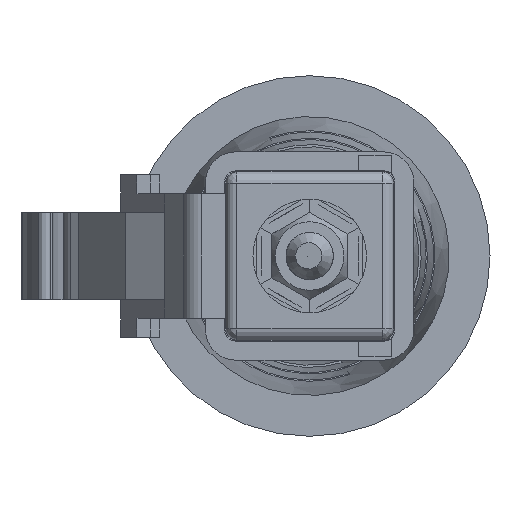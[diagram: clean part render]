
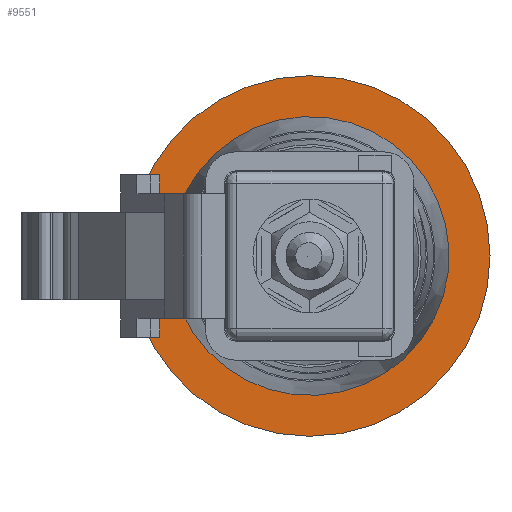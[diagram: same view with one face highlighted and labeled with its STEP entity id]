
A CAD part, left-side view. The second image highlights one B-rep face of the part: STEP entity #9551.
In plain terms, the highlighted face is planar.
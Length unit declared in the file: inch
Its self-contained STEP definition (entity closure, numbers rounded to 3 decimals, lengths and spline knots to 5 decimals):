
#949 = DIRECTION ( 'NONE',  ( 0., 0., 1. ) ) ;
#1889 = EDGE_LOOP ( 'NONE', ( #8796 ) ) ;
#2183 = PLANE ( 'NONE',  #11754 ) ;
#2792 = EDGE_LOOP ( 'NONE', ( #3481 ) ) ;
#3481 = ORIENTED_EDGE ( 'NONE', *, *, #8423, .F. ) ;
#3509 = CARTESIAN_POINT ( 'NONE',  ( 0., 0., 0.075 ) ) ;
#3700 = CARTESIAN_POINT ( 'NONE',  ( 0., 0., 0. ) ) ;
#4244 = CARTESIAN_POINT ( 'NONE',  ( 0., 0., 0. ) ) ;
#4404 = DIRECTION ( 'NONE',  ( 0., -1., 0. ) ) ;
#5956 = CIRCLE ( 'NONE', #15133, 0.1875 ) ;
#7108 = CARTESIAN_POINT ( 'NONE',  ( 0., 0., 0. ) ) ;
#7915 = DIRECTION ( 'NONE',  ( 0., 0., 1. ) ) ;
#8423 = EDGE_CURVE ( 'NONE', #13820, #13820, #5956, .T. ) ;
#8682 = AXIS2_PLACEMENT_3D ( 'NONE', #4244, #4404, #7915 ) ;
#8751 = DIRECTION ( 'NONE',  ( 0., 1., 0. ) ) ;
#8796 = ORIENTED_EDGE ( 'NONE', *, *, #12237, .F. ) ;
#9551 = ADVANCED_FACE ( 'NONE', ( #14441, #13275 ), #2183, .F. ) ;
#11117 = CARTESIAN_POINT ( 'NONE',  ( 0., 0., 0.1875 ) ) ;
#11357 = VERTEX_POINT ( 'NONE', #3509 ) ;
#11754 = AXIS2_PLACEMENT_3D ( 'NONE', #7108, #12135, #949 ) ;
#12135 = DIRECTION ( 'NONE',  ( 0., 1., 0. ) ) ;
#12237 = EDGE_CURVE ( 'NONE', #11357, #11357, #13642, .T. ) ;
#13275 = FACE_OUTER_BOUND ( 'NONE', #2792, .T. ) ;
#13524 = DIRECTION ( 'NONE',  ( 0., 0., 1. ) ) ;
#13642 = CIRCLE ( 'NONE', #8682, 0.075 ) ;
#13820 = VERTEX_POINT ( 'NONE', #11117 ) ;
#14441 = FACE_BOUND ( 'NONE', #1889, .T. ) ;
#15133 = AXIS2_PLACEMENT_3D ( 'NONE', #3700, #8751, #13524 ) ;
